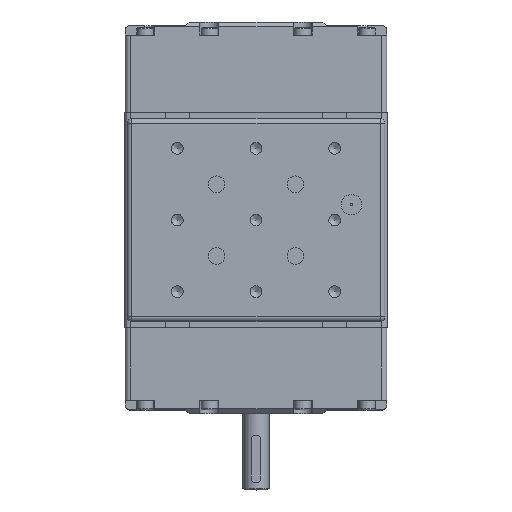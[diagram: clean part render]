
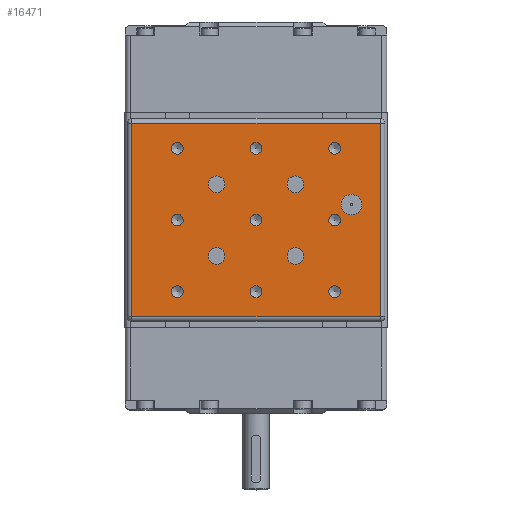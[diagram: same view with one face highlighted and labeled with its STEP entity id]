
A CAD part, top view. The second image highlights one B-rep face of the part: STEP entity #16471.
In plain terms, the highlighted face is planar.
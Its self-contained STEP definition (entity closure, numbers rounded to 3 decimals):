
#15434=CARTESIAN_POINT('',(-35.75,40.5,51.5));
#15435=VERTEX_POINT('',#15434);
#15436=CARTESIAN_POINT('',(-40.,40.5,51.5));
#15437=DIRECTION('',(0.0,-1.0,0.0));
#15438=DIRECTION('',(-1.0,0.0,0.0));
#15439=AXIS2_PLACEMENT_3D('',#15436,#15437,#15438);
#15440=CIRCLE('',#15439,4.25);
#15441=EDGE_CURVE('',#15435,#15435,#15440,.T.);
#15551=CARTESIAN_POINT('',(20.,40.5,30.));
#15552=VERTEX_POINT('',#15551);
#15553=CARTESIAN_POINT('',(16.5,40.5,30.));
#15554=DIRECTION('',(0.0,-1.0,0.0));
#15555=DIRECTION('',(-1.0,0.0,0.0));
#15556=AXIS2_PLACEMENT_3D('',#15553,#15554,#15555);
#15557=CIRCLE('',#15556,3.5);
#15558=EDGE_CURVE('',#15552,#15552,#15557,.T.);
#15588=CARTESIAN_POINT('',(-13.,40.5,30.));
#15589=VERTEX_POINT('',#15588);
#15590=CARTESIAN_POINT('',(-16.5,40.5,30.));
#15591=DIRECTION('',(0.0,-1.0,0.0));
#15592=DIRECTION('',(-1.0,0.0,0.0));
#15593=AXIS2_PLACEMENT_3D('',#15590,#15591,#15592);
#15594=CIRCLE('',#15593,3.5);
#15595=EDGE_CURVE('',#15589,#15589,#15594,.T.);
#15625=CARTESIAN_POINT('',(-13.,40.5,60.));
#15626=VERTEX_POINT('',#15625);
#15627=CARTESIAN_POINT('',(-16.5,40.5,60.));
#15628=DIRECTION('',(0.0,-1.0,0.0));
#15629=DIRECTION('',(-1.0,0.0,0.0));
#15630=AXIS2_PLACEMENT_3D('',#15627,#15628,#15629);
#15631=CIRCLE('',#15630,3.5);
#15632=EDGE_CURVE('',#15626,#15626,#15631,.T.);
#15662=CARTESIAN_POINT('',(20.,40.5,60.));
#15663=VERTEX_POINT('',#15662);
#15664=CARTESIAN_POINT('',(16.5,40.5,60.));
#15665=DIRECTION('',(0.0,-1.0,0.0));
#15666=DIRECTION('',(-1.0,0.0,0.0));
#15667=AXIS2_PLACEMENT_3D('',#15664,#15665,#15666);
#15668=CIRCLE('',#15667,3.5);
#15669=EDGE_CURVE('',#15663,#15663,#15668,.T.);
#15705=CARTESIAN_POINT('',(-30.542,40.5,45.));
#15706=VERTEX_POINT('',#15705);
#15707=CARTESIAN_POINT('',(-33.,40.5,45.));
#15708=DIRECTION('',(0.0,-1.0,0.0));
#15709=DIRECTION('',(1.0,0.0,0.0));
#15710=AXIS2_PLACEMENT_3D('',#15707,#15708,#15709);
#15711=CIRCLE('',#15710,2.459);
#15712=EDGE_CURVE('',#15706,#15706,#15711,.T.);
#15742=CARTESIAN_POINT('',(2.458,40.5,45.));
#15743=VERTEX_POINT('',#15742);
#15744=CARTESIAN_POINT('',(0.,40.5,45.));
#15745=DIRECTION('',(0.0,-1.0,0.0));
#15746=DIRECTION('',(1.0,0.0,0.0));
#15747=AXIS2_PLACEMENT_3D('',#15744,#15745,#15746);
#15748=CIRCLE('',#15747,2.459);
#15749=EDGE_CURVE('',#15743,#15743,#15748,.T.);
#15779=CARTESIAN_POINT('',(35.458,40.5,45.));
#15780=VERTEX_POINT('',#15779);
#15781=CARTESIAN_POINT('',(33.,40.5,45.));
#15782=DIRECTION('',(0.0,-1.0,0.0));
#15783=DIRECTION('',(1.0,0.0,0.0));
#15784=AXIS2_PLACEMENT_3D('',#15781,#15782,#15783);
#15785=CIRCLE('',#15784,2.459);
#15786=EDGE_CURVE('',#15780,#15780,#15785,.T.);
#15816=CARTESIAN_POINT('',(-30.542,40.5,75.));
#15817=VERTEX_POINT('',#15816);
#15818=CARTESIAN_POINT('',(-33.,40.5,75.));
#15819=DIRECTION('',(0.0,-1.0,0.0));
#15820=DIRECTION('',(1.0,0.0,0.0));
#15821=AXIS2_PLACEMENT_3D('',#15818,#15819,#15820);
#15822=CIRCLE('',#15821,2.459);
#15823=EDGE_CURVE('',#15817,#15817,#15822,.T.);
#15853=CARTESIAN_POINT('',(35.458,40.5,75.));
#15854=VERTEX_POINT('',#15853);
#15855=CARTESIAN_POINT('',(33.,40.5,75.));
#15856=DIRECTION('',(0.0,-1.0,0.0));
#15857=DIRECTION('',(1.0,0.0,0.0));
#15858=AXIS2_PLACEMENT_3D('',#15855,#15856,#15857);
#15859=CIRCLE('',#15858,2.459);
#15860=EDGE_CURVE('',#15854,#15854,#15859,.T.);
#15890=CARTESIAN_POINT('',(2.458,40.5,75.));
#15891=VERTEX_POINT('',#15890);
#15892=CARTESIAN_POINT('',(0.,40.5,75.));
#15893=DIRECTION('',(0.0,-1.0,0.0));
#15894=DIRECTION('',(1.0,0.0,0.0));
#15895=AXIS2_PLACEMENT_3D('',#15892,#15893,#15894);
#15896=CIRCLE('',#15895,2.459);
#15897=EDGE_CURVE('',#15891,#15891,#15896,.T.);
#15927=CARTESIAN_POINT('',(2.458,40.5,15.));
#15928=VERTEX_POINT('',#15927);
#15929=CARTESIAN_POINT('',(0.,40.5,15.));
#15930=DIRECTION('',(0.0,-1.0,0.0));
#15931=DIRECTION('',(1.0,0.0,0.0));
#15932=AXIS2_PLACEMENT_3D('',#15929,#15930,#15931);
#15933=CIRCLE('',#15932,2.459);
#15934=EDGE_CURVE('',#15928,#15928,#15933,.T.);
#15964=CARTESIAN_POINT('',(-30.542,40.5,15.));
#15965=VERTEX_POINT('',#15964);
#15966=CARTESIAN_POINT('',(-33.,40.5,15.));
#15967=DIRECTION('',(0.0,-1.0,0.0));
#15968=DIRECTION('',(1.0,0.0,0.0));
#15969=AXIS2_PLACEMENT_3D('',#15966,#15967,#15968);
#15970=CIRCLE('',#15969,2.459);
#15971=EDGE_CURVE('',#15965,#15965,#15970,.T.);
#16001=CARTESIAN_POINT('',(35.458,40.5,15.));
#16002=VERTEX_POINT('',#16001);
#16003=CARTESIAN_POINT('',(33.,40.5,15.));
#16004=DIRECTION('',(0.0,-1.0,0.0));
#16005=DIRECTION('',(1.0,0.0,0.0));
#16006=AXIS2_PLACEMENT_3D('',#16003,#16004,#16005);
#16007=CIRCLE('',#16006,2.459);
#16008=EDGE_CURVE('',#16002,#16002,#16007,.T.);
#16023=CARTESIAN_POINT('',(-52.,40.5,85.5));
#16024=VERTEX_POINT('',#16023);
#16090=CARTESIAN_POINT('',(-52.,40.5,4.5));
#16091=VERTEX_POINT('',#16090);
#16163=CARTESIAN_POINT('',(-52.,40.5,85.5));
#16164=DIRECTION('',(0.0,0.0,-1.0));
#16165=VECTOR('',#16164,81.);
#16166=LINE('',#16163,#16165);
#16167=EDGE_CURVE('',#16024,#16091,#16166,.T.);
#16179=CARTESIAN_POINT('',(52.,40.5,85.5));
#16180=VERTEX_POINT('',#16179);
#16246=CARTESIAN_POINT('',(52.,40.5,4.5));
#16247=VERTEX_POINT('',#16246);
#16319=CARTESIAN_POINT('',(-52.,40.5,4.5));
#16320=DIRECTION('',(1.0,0.0,0.0));
#16321=VECTOR('',#16320,104.0);
#16322=LINE('',#16319,#16321);
#16323=EDGE_CURVE('',#16091,#16247,#16322,.T.);
#16341=CARTESIAN_POINT('',(52.,40.5,4.5));
#16342=DIRECTION('',(0.0,0.0,1.0));
#16343=VECTOR('',#16342,81.);
#16344=LINE('',#16341,#16343);
#16345=EDGE_CURVE('',#16247,#16180,#16344,.T.);
#16363=CARTESIAN_POINT('',(52.,40.5,85.5));
#16364=DIRECTION('',(-1.0,0.0,0.0));
#16365=VECTOR('',#16364,104.);
#16366=LINE('',#16363,#16365);
#16367=EDGE_CURVE('',#16180,#16024,#16366,.T.);
#16418=CARTESIAN_POINT('',(-27.,40.5,45.));
#16419=DIRECTION('',(0.0,1.0,0.0));
#16420=DIRECTION('',(0.0,0.0,1.0));
#16421=AXIS2_PLACEMENT_3D('',#16418,#16419,#16420);
#16422=PLANE('',#16421);
#16423=ORIENTED_EDGE('',*,*,#16167,.F.);
#16424=ORIENTED_EDGE('',*,*,#16367,.F.);
#16425=ORIENTED_EDGE('',*,*,#16345,.F.);
#16426=ORIENTED_EDGE('',*,*,#16323,.F.);
#16427=EDGE_LOOP('',(#16423,#16424,#16425,#16426));
#16428=FACE_OUTER_BOUND('',#16427,.T.);
#16429=ORIENTED_EDGE('',*,*,#15441,.T.);
#16430=EDGE_LOOP('',(#16429));
#16431=FACE_BOUND('',#16430,.T.);
#16432=ORIENTED_EDGE('',*,*,#15558,.T.);
#16433=EDGE_LOOP('',(#16432));
#16434=FACE_BOUND('',#16433,.T.);
#16435=ORIENTED_EDGE('',*,*,#15595,.T.);
#16436=EDGE_LOOP('',(#16435));
#16437=FACE_BOUND('',#16436,.T.);
#16438=ORIENTED_EDGE('',*,*,#15632,.T.);
#16439=EDGE_LOOP('',(#16438));
#16440=FACE_BOUND('',#16439,.T.);
#16441=ORIENTED_EDGE('',*,*,#15669,.T.);
#16442=EDGE_LOOP('',(#16441));
#16443=FACE_BOUND('',#16442,.T.);
#16444=ORIENTED_EDGE('',*,*,#15712,.T.);
#16445=EDGE_LOOP('',(#16444));
#16446=FACE_BOUND('',#16445,.T.);
#16447=ORIENTED_EDGE('',*,*,#15749,.T.);
#16448=EDGE_LOOP('',(#16447));
#16449=FACE_BOUND('',#16448,.T.);
#16450=ORIENTED_EDGE('',*,*,#15786,.T.);
#16451=EDGE_LOOP('',(#16450));
#16452=FACE_BOUND('',#16451,.T.);
#16453=ORIENTED_EDGE('',*,*,#15823,.T.);
#16454=EDGE_LOOP('',(#16453));
#16455=FACE_BOUND('',#16454,.T.);
#16456=ORIENTED_EDGE('',*,*,#15860,.T.);
#16457=EDGE_LOOP('',(#16456));
#16458=FACE_BOUND('',#16457,.T.);
#16459=ORIENTED_EDGE('',*,*,#15897,.T.);
#16460=EDGE_LOOP('',(#16459));
#16461=FACE_BOUND('',#16460,.T.);
#16462=ORIENTED_EDGE('',*,*,#15934,.T.);
#16463=EDGE_LOOP('',(#16462));
#16464=FACE_BOUND('',#16463,.T.);
#16465=ORIENTED_EDGE('',*,*,#15971,.T.);
#16466=EDGE_LOOP('',(#16465));
#16467=FACE_BOUND('',#16466,.T.);
#16468=ORIENTED_EDGE('',*,*,#16008,.T.);
#16469=EDGE_LOOP('',(#16468));
#16470=FACE_BOUND('',#16469,.T.);
#16471=ADVANCED_FACE('',(#16428,#16431,#16434,#16437,#16440,#16443,#16446,#16449,#16452,#16455,#16458,#16461,#16464,#16467,#16470),#16422,.T.);
